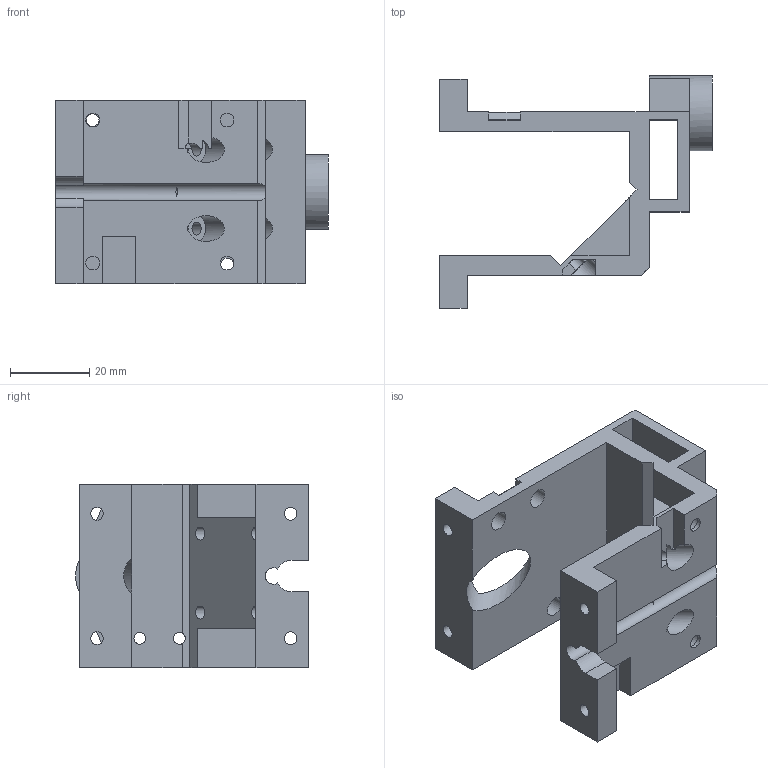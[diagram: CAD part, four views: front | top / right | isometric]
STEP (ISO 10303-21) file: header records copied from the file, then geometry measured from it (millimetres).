
FILE_DESCRIPTION(/* description */ (''),/* implementation_level */ '2;1');
FILE_NAME(/* name */ '1-hotend_carriage_v6.step',/* time_stamp */ '2019-04-10T13:48:16+02:00',/* author */ ('edidos'),/* organization */ (''),/* preprocessor_version */ 'ST-DEVELOPER v18',/* originating_system */ 'Autodesk Translation Framework v8.2.0.1029',/* authorisation */ '');
FILE_SCHEMA (('AUTOMOTIVE_DESIGN { 1 0 10303 214 3 1 1 }'));
Length unit declared in the file: millimetre
Products named in the file (1): Cariage
Bounding box: 69.1 x 58.9 x 46.5 mm (x, y, z)
Volume: 41750.9 mm3; surface area: 23020.5 mm2
Topology: 1 solids, 1 shells, 207 faces, 598 edges, 398 vertices
Faces by surface type: plane 128, cylinder 67, bspline 12
Full cylindrical faces by diameter (mm): 3 x4, 3.2 x8, 3.3 x4, 3.5 x4, 5 x10, 6.5 x3, 11.341 x6, 12.7 x6, 15 x1, 19 x1
Entity records: 9500 total; most frequent: CARTESIAN_POINT 3979, ORIENTED_EDGE 1200, DIRECTION 1029, EDGE_CURVE 600, LINE 409, VECTOR 409, VERTEX_POINT 398, AXIS2_PLACEMENT_3D 310
